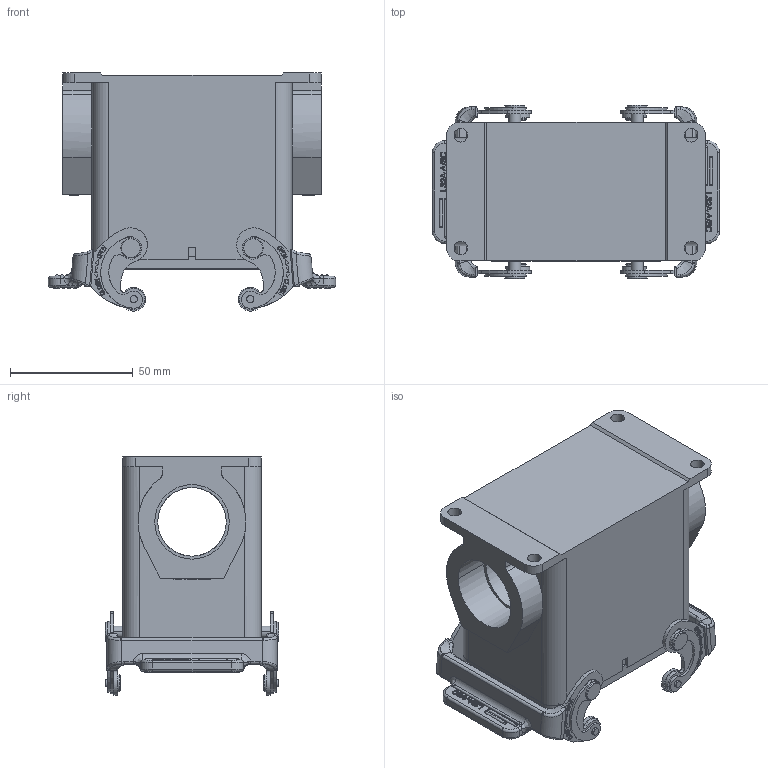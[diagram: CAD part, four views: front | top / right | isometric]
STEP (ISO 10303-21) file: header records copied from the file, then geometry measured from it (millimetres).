
FILE_DESCRIPTION(/* description */ (''),/* implementation_level */ '2;1');
FILE_NAME(/* name */ '3D_1100322411024_H32A-SF-2L_SC-2M32_V1.1.stp',/* time_stamp */ '2023-12-06T14:06:43+08:00',/* author */ (''),/* organization */ (''),/* preprocessor_version */ 'ST-DEVELOPER v18.1',/* originating_system */ 'SIEMENS PLM Software NX 1980',/* authorisation */ '');
FILE_SCHEMA (('AUTOMOTIVE_DESIGN { 1 0 10303 214 3 1 1 }','MODEL_BASED_INTEGRATED_MANUFACTURING_SCHEMA'));
Products named in the file (1): 3D_1100322411003_H32A-SF-2L_SC-M25_V1.0_stp
Bounding box: 117.23 x 70.8 x 97.2 mm (x, y, z)
Volume: 151482.1 mm3; surface area: 71038.8 mm2
Topology: 1 solids, 3 shells, 1608 faces, 4307 edges, 2816 vertices
Faces by surface type: plane 758, cylinder 594, extrusion 70, bspline 65, cone 48, torus 41, sphere 32
Entity records: 65135 total; most frequent: CARTESIAN_POINT 18966, ORIENTED_EDGE 8514, DIRECTION 6862, EDGE_CURVE 4257, VERTEX_POINT 2812, AXIS2_PLACEMENT_3D 2402, VECTOR 2058, LINE 1988
